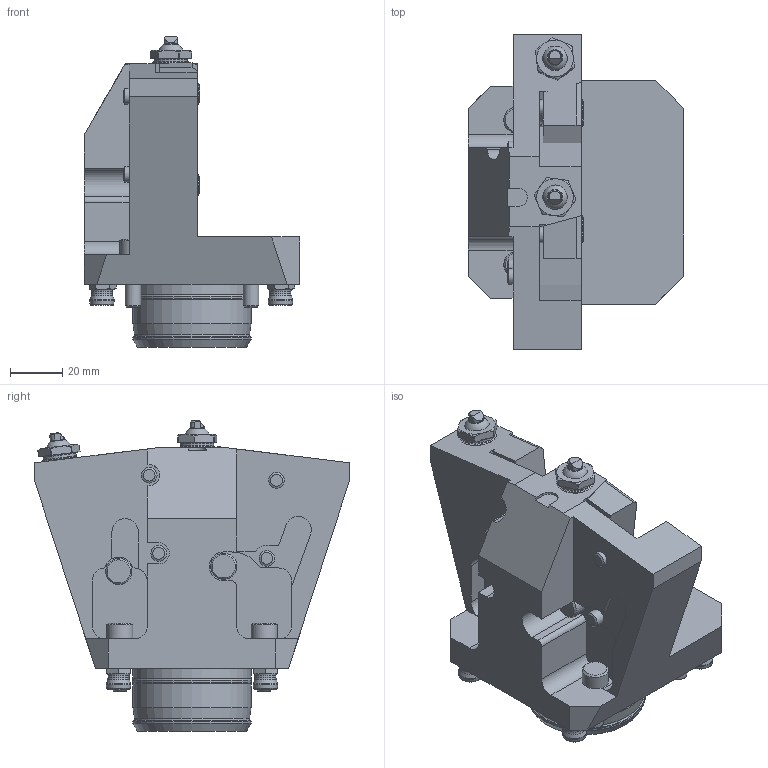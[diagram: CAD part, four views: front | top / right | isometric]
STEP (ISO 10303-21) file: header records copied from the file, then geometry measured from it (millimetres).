
FILE_DESCRIPTION(/* description */ (''),/* implementation_level */ '2;1');
FILE_NAME(/* name */ '10001172418nxv000_00_214.stp',/* time_stamp */ '2023-03-27T13:47:16+02:00',/* author */ (''),/* organization */ (''),/* preprocessor_version */ 'ST-DEVELOPER v18.1',/* originating_system */ 'SIEMENS PLM Software NX 2000',/* authorisation */ '');
FILE_SCHEMA (('AUTOMOTIVE_DESIGN { 1 0 10303 214 3 1 1 1 }'));
Length unit declared in the file: millimetre
Products named in the file (1): 10001172418nxv000_00
Bounding box: 82 x 120 x 118.28 mm (x, y, z)
Surface area: 54513.1 mm2 (no closed solid volume)
Topology: 0 solids, 1 shells, 307 faces, 780 edges, 502 vertices
Faces by surface type: plane 152, cylinder 72, cone 52, torus 29, sphere 2
Full cylindrical faces by diameter (mm): 6 x16, 8 x4, 10 x6, 12.6 x2, 14 x2, 42.1 x1, 45 x4
Entity records: 8727 total; most frequent: CARTESIAN_POINT 1807, DIRECTION 1429, ORIENTED_EDGE 1310, EDGE_CURVE 655, AXIS2_PLACEMENT_3D 548, VERTEX_POINT 470, EDGE_LOOP 439, LINE 333
